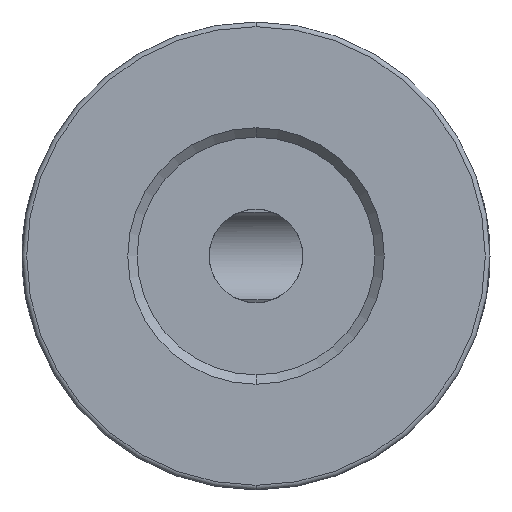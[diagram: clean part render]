
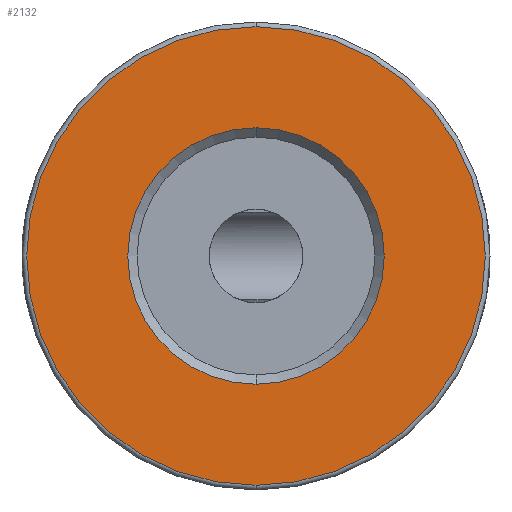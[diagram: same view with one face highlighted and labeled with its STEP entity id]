
A CAD part, front view. The second image highlights one B-rep face of the part: STEP entity #2132.
In plain terms, the highlighted planar face has unit normal (0, -1, 0).
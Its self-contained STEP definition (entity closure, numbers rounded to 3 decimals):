
#41 = AXIS2_PLACEMENT_3D ( 'NONE', #2897, #3441, #2345 ) ;
#121 = DIRECTION ( 'NONE',  ( 0., 0., 1. ) ) ;
#156 = AXIS2_PLACEMENT_3D ( 'NONE', #2314, #931, #656 ) ;
#200 = EDGE_LOOP ( 'NONE', ( #1407, #1003 ) ) ;
#427 = EDGE_CURVE ( 'NONE', #2218, #1074, #659, .T. ) ;
#656 = DIRECTION ( 'NONE',  ( 0., 0., 1. ) ) ;
#659 = CIRCLE ( 'NONE', #41, 12.25 ) ;
#692 = CARTESIAN_POINT ( 'NONE',  ( -22.505, -11.102, 50. ) ) ;
#914 = EDGE_CURVE ( 'NONE', #2960, #1310, #1855, .T. ) ;
#931 = DIRECTION ( 'NONE',  ( 0., 1., 0. ) ) ;
#1003 = ORIENTED_EDGE ( 'NONE', *, *, #427, .T. ) ;
#1060 = AXIS2_PLACEMENT_3D ( 'NONE', #2726, #3519, #2167 ) ;
#1074 = VERTEX_POINT ( 'NONE', #2441 ) ;
#1209 = CARTESIAN_POINT ( 'NONE',  ( -22.505, -11.102, 50. ) ) ;
#1310 = VERTEX_POINT ( 'NONE', #1705 ) ;
#1358 = FACE_BOUND ( 'NONE', #2100, .T. ) ;
#1406 = AXIS2_PLACEMENT_3D ( 'NONE', #1209, #1709, #121 ) ;
#1407 = ORIENTED_EDGE ( 'NONE', *, *, #2318, .T. ) ;
#1705 = CARTESIAN_POINT ( 'NONE',  ( -22.505, -11.102, 56.85 ) ) ;
#1709 = DIRECTION ( 'NONE',  ( 0., -1., 0. ) ) ;
#1757 = DIRECTION ( 'NONE',  ( 0., 1., 0. ) ) ;
#1855 = CIRCLE ( 'NONE', #156, 6.85 ) ;
#1886 = ORIENTED_EDGE ( 'NONE', *, *, #2431, .T. ) ;
#1938 = FACE_OUTER_BOUND ( 'NONE', #200, .T. ) ;
#2100 = EDGE_LOOP ( 'NONE', ( #2888, #1886 ) ) ;
#2132 = ADVANCED_FACE ( 'NONE', ( #1938, #1358 ), #2151, .F. ) ;
#2151 = PLANE ( 'NONE',  #1060 ) ;
#2167 = DIRECTION ( 'NONE',  ( 0., 0., 1. ) ) ;
#2218 = VERTEX_POINT ( 'NONE', #3026 ) ;
#2314 = CARTESIAN_POINT ( 'NONE',  ( -22.505, -11.102, 50. ) ) ;
#2318 = EDGE_CURVE ( 'NONE', #1074, #2218, #2937, .T. ) ;
#2345 = DIRECTION ( 'NONE',  ( 0., 0., 1. ) ) ;
#2431 = EDGE_CURVE ( 'NONE', #1310, #2960, #3219, .T. ) ;
#2441 = CARTESIAN_POINT ( 'NONE',  ( -22.505, -11.102, 62.25 ) ) ;
#2583 = DIRECTION ( 'NONE',  ( 0., 0., 1. ) ) ;
#2726 = CARTESIAN_POINT ( 'NONE',  ( -22.505, -11.102, 50. ) ) ;
#2888 = ORIENTED_EDGE ( 'NONE', *, *, #914, .T. ) ;
#2897 = CARTESIAN_POINT ( 'NONE',  ( -22.505, -11.102, 50. ) ) ;
#2937 = CIRCLE ( 'NONE', #1406, 12.25 ) ;
#2960 = VERTEX_POINT ( 'NONE', #3413 ) ;
#3026 = CARTESIAN_POINT ( 'NONE',  ( -22.505, -11.102, 37.75 ) ) ;
#3219 = CIRCLE ( 'NONE', #3226, 6.85 ) ;
#3226 = AXIS2_PLACEMENT_3D ( 'NONE', #692, #1757, #2583 ) ;
#3413 = CARTESIAN_POINT ( 'NONE',  ( -22.505, -11.102, 43.15 ) ) ;
#3441 = DIRECTION ( 'NONE',  ( 0., -1., 0. ) ) ;
#3519 = DIRECTION ( 'NONE',  ( 0., 1., 0. ) ) ;
